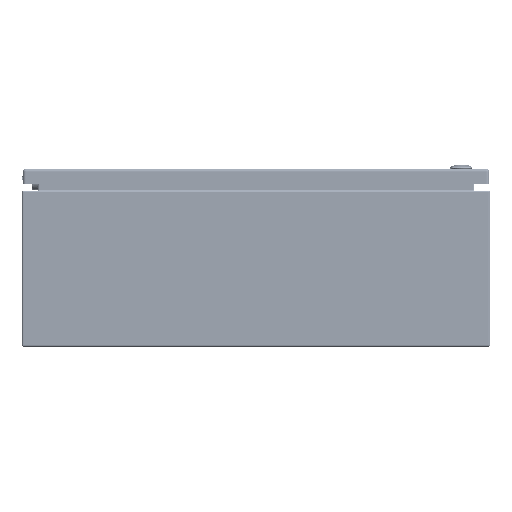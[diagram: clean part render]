
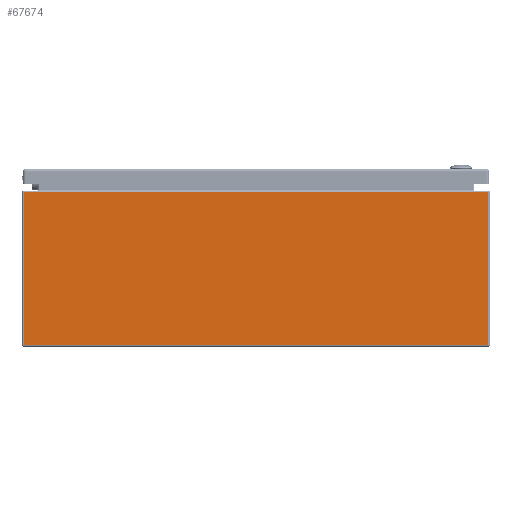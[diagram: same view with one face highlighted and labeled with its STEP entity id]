
A CAD part, front view. The second image highlights one B-rep face of the part: STEP entity #67674.
In plain terms, the highlighted planar face has unit normal (0, -1, 0).
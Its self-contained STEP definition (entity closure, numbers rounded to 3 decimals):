
#6862=LINE('',#95245,#11007);
#6868=LINE('',#95263,#11013);
#6873=LINE('',#95280,#11018);
#6874=LINE('',#95286,#11019);
#11007=VECTOR('',#78878,0.394);
#11013=VECTOR('',#78898,0.394);
#11018=VECTOR('',#78915,0.394);
#11019=VECTOR('',#78924,0.394);
#16249=FACE_OUTER_BOUND('',#20439,.T.);
#20439=EDGE_LOOP('',(#45031,#45032,#45033,#45034));
#27505=VERTEX_POINT('',#95236);
#27508=VERTEX_POINT('',#95243);
#27513=VERTEX_POINT('',#95262);
#27518=VERTEX_POINT('',#95276);
#34242=EDGE_CURVE('',#27508,#27505,#6862,.T.);
#34251=EDGE_CURVE('',#27505,#27513,#6868,.T.);
#34260=EDGE_CURVE('',#27513,#27518,#6873,.T.);
#34263=EDGE_CURVE('',#27508,#27518,#6874,.T.);
#45031=ORIENTED_EDGE('',*,*,#34242,.F.);
#45032=ORIENTED_EDGE('',*,*,#34263,.T.);
#45033=ORIENTED_EDGE('',*,*,#34260,.F.);
#45034=ORIENTED_EDGE('',*,*,#34251,.F.);
#66195=PLANE('',#72749);
#67674=ADVANCED_FACE('',(#16249),#66195,.F.);
#72749=AXIS2_PLACEMENT_3D('',#95285,#78922,#78923);
#78878=DIRECTION('',(0.,0.,1.));
#78898=DIRECTION('',(1.,0.,0.));
#78915=DIRECTION('',(0.,0.,-1.));
#78922=DIRECTION('center_axis',(0.,1.,0.));
#78923=DIRECTION('ref_axis',(0.,0.,1.));
#78924=DIRECTION('',(1.,0.,0.));
#95236=CARTESIAN_POINT('',(-11.916,-15.,7.916));
#95243=CARTESIAN_POINT('',(-11.916,-15.,0.084));
#95245=CARTESIAN_POINT('',(-11.916,-15.,7.916));
#95262=CARTESIAN_POINT('',(11.916,-15.,7.916));
#95263=CARTESIAN_POINT('',(-11.078,-15.,7.916));
#95276=CARTESIAN_POINT('',(11.916,-15.,0.084));
#95280=CARTESIAN_POINT('',(11.916,-15.,7.916));
#95285=CARTESIAN_POINT('Origin',(11.078,-15.,7.916));
#95286=CARTESIAN_POINT('',(0.,-15.,0.084));
